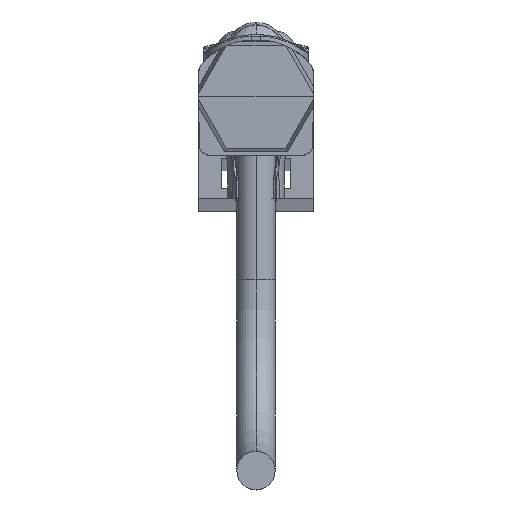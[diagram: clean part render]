
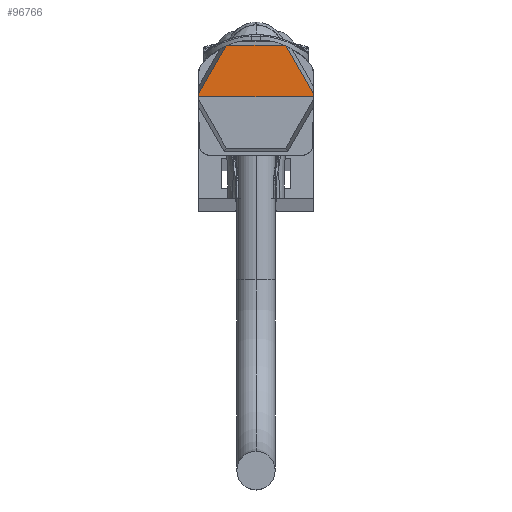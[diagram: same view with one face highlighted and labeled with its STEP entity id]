
A CAD part, top view. The second image highlights one B-rep face of the part: STEP entity #96766.
In plain terms, the highlighted planar face has unit normal (0, 0.018, 1).
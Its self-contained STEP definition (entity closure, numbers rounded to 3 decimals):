
#35480=CARTESIAN_POINT('',(3.161,7.618,394.158));
#35513=CARTESIAN_POINT('',(2.928,7.722,394.156));
#35514=CARTESIAN_POINT('',(3.006,7.689,394.157));
#35515=CARTESIAN_POINT('',(3.084,7.654,394.157));
#35516=CARTESIAN_POINT('',(3.161,7.618,394.158));
#35518=DIRECTION('',(-0.497,0.868,-0.015));
#35519=VECTOR('',#35518,5.7);
#35520=CARTESIAN_POINT('',(5.994,2.673,394.244));
#35521=LINE('',#35520,#35519);
#35522=DIRECTION('',(-0.017,1.,-0.017));
#35523=VECTOR('',#35522,0.323);
#35524=CARTESIAN_POINT('',(6.,2.35,394.25));
#35525=LINE('',#35524,#35523);
#35526=DIRECTION('',(1.,0.,0.));
#35527=VECTOR('',#35526,12.);
#35528=CARTESIAN_POINT('',(-6.,2.35,394.25));
#35529=LINE('',#35528,#35527);
#35530=DIRECTION('',(0.017,1.,-0.017));
#35531=VECTOR('',#35530,0.323);
#35532=CARTESIAN_POINT('',(-6.,2.35,394.25));
#35533=LINE('',#35532,#35531);
#35534=DIRECTION('',(-0.497,-0.868,0.015));
#35535=VECTOR('',#35534,5.7);
#35536=CARTESIAN_POINT('',(-3.161,7.618,
394.158));
#35537=LINE('',#35536,#35535);
#35538=CARTESIAN_POINT('',(-3.161,7.618,
394.158));
#35539=CARTESIAN_POINT('',(-3.084,7.654,
394.157));
#35540=CARTESIAN_POINT('',(-3.006,7.689,
394.157));
#35541=CARTESIAN_POINT('',(-2.927,7.722,
394.156));
#35543=DIRECTION('',(-1.,0.,0.));
#35544=VECTOR('',#35543,5.855);
#35545=CARTESIAN_POINT('',(2.928,7.722,394.156));
#35546=LINE('',#35545,#35544);
#37377=CARTESIAN_POINT('',(2.928,7.722,394.156));
#37383=CARTESIAN_POINT('',(-2.927,7.722,
394.156));
#37393=CARTESIAN_POINT('',(-3.161,7.618,
394.158));
#43064=CARTESIAN_POINT('',(-6.,2.35,394.25));
#43065=VERTEX_POINT('',#43064);
#43066=CARTESIAN_POINT('',(6.,2.35,394.25));
#43067=VERTEX_POINT('',#43066);
#43076=VERTEX_POINT('',#35480);
#43079=CARTESIAN_POINT('',(5.994,2.673,394.244));
#43081=VERTEX_POINT('',#43079);
#43082=VERTEX_POINT('',#37393);
#43085=CARTESIAN_POINT('',(-5.994,2.673,
394.244));
#43087=VERTEX_POINT('',#43085);
#43092=VERTEX_POINT('',#37377);
#43094=VERTEX_POINT('',#37383);
#96746=CARTESIAN_POINT('',(-6.64,2.35,394.25));
#96747=DIRECTION('',(0.,0.017,1.));
#96748=DIRECTION('',(1.,0.,0.));
#96749=AXIS2_PLACEMENT_3D('',#96746,#96747,#96748);
#96750=PLANE('',#96749);
#96751=ORIENTED_EDGE('',*,*,#96686,.T.);
#96752=ORIENTED_EDGE('',*,*,#96666,.F.);
#96753=ORIENTED_EDGE('',*,*,#96644,.F.);
#96755=ORIENTED_EDGE('',*,*,#96754,.F.);
#96757=ORIENTED_EDGE('',*,*,#96756,.T.);
#96759=ORIENTED_EDGE('',*,*,#96758,.F.);
#96761=ORIENTED_EDGE('',*,*,#96760,.T.);
#96763=ORIENTED_EDGE('',*,*,#96762,.F.);
#96764=EDGE_LOOP('',(#96751,#96752,#96753,#96755,#96757,#96759,#96761,#96763));
#96765=FACE_OUTER_BOUND('',#96764,.F.);
#96766=ADVANCED_FACE('',(#96765),#96750,.T.);
#35517=B_SPLINE_CURVE_WITH_KNOTS('',3,(#35513,#35514,#35515,#35516),
.UNSPECIFIED.,.F.,.F.,(4,4),(0.,1.),.UNSPECIFIED.);
#35542=B_SPLINE_CURVE_WITH_KNOTS('',3,(#35538,#35539,#35540,#35541),
.UNSPECIFIED.,.F.,.F.,(4,4),(0.,1.),.UNSPECIFIED.);
#96644=EDGE_CURVE('',#43067,#43081,#35525,.T.);
#96666=EDGE_CURVE('',#43081,#43076,#35521,.T.);
#96686=EDGE_CURVE('',#43092,#43076,#35517,.T.);
#96754=EDGE_CURVE('',#43065,#43067,#35529,.T.);
#96756=EDGE_CURVE('',#43065,#43087,#35533,.T.);
#96758=EDGE_CURVE('',#43082,#43087,#35537,.T.);
#96760=EDGE_CURVE('',#43082,#43094,#35542,.T.);
#96762=EDGE_CURVE('',#43092,#43094,#35546,.T.);
